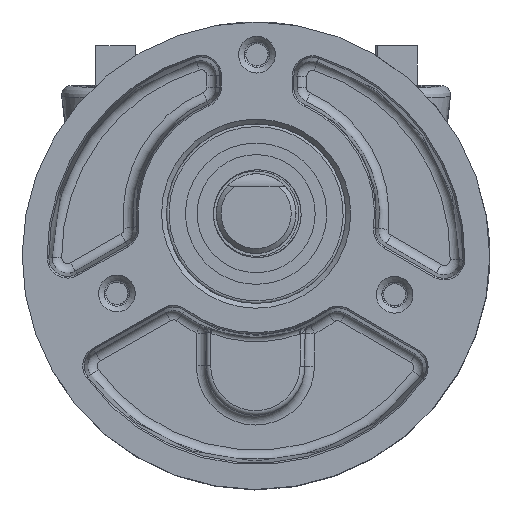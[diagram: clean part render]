
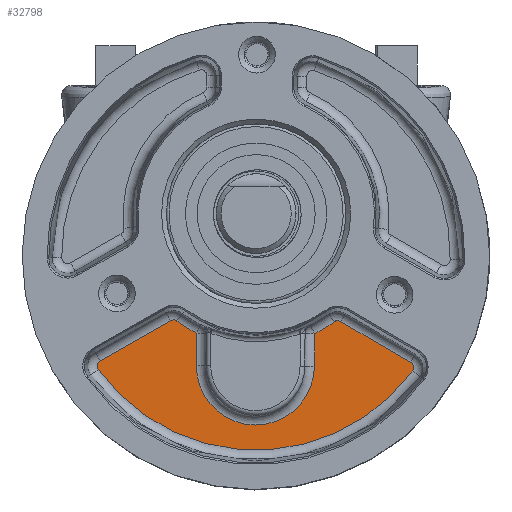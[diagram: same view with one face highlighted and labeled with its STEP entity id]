
A CAD part, top view. The second image highlights one B-rep face of the part: STEP entity #32798.
In plain terms, the highlighted planar face has unit normal (0, -0.001, 1).
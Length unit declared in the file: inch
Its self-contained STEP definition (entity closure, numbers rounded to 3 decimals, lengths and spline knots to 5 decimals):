
#273 = EDGE_CURVE ( 'NONE', #36877, #32422, #3390, .T. ) ;
#1005 = LINE ( 'NONE', #22078, #20380 ) ;
#1596 = CARTESIAN_POINT ( 'NONE',  ( -0.37, -0.69, 1.19 ) ) ;
#1746 = EDGE_CURVE ( 'NONE', #26025, #20833, #2159, .T. ) ;
#1771 = CIRCLE ( 'NONE', #37022, 1.21726 ) ;
#2159 = CIRCLE ( 'NONE', #20110, 0.03726 ) ;
#2689 = CIRCLE ( 'NONE', #37871, 0.03726 ) ;
#3390 = CIRCLE ( 'NONE', #36074, 0.83274 ) ;
#3637 = EDGE_CURVE ( 'NONE', #20833, #10628, #4338, .T. ) ;
#3855 = EDGE_CURVE ( 'NONE', #10395, #39582, #1005, .T. ) ;
#4049 = ORIENTED_EDGE ( 'NONE', *, *, #16945, .T. ) ;
#4121 = CARTESIAN_POINT ( 'NONE',  ( -0.51478, -0.44136, 1.19 ) ) ;
#4338 = CIRCLE ( 'NONE', #13358, 0.83274 ) ;
#4600 = ORIENTED_EDGE ( 'NONE', *, *, #3637, .T. ) ;
#4717 = VECTOR ( 'NONE', #35099, 39.37008 ) ;
#4814 = DIRECTION ( 'NONE',  ( 1., 0., 0. ) ) ;
#5208 = DIRECTION ( 'NONE',  ( 0., 0., -1. ) ) ;
#5393 = DIRECTION ( 'NONE',  ( 1., 0., 0. ) ) ;
#5605 = ORIENTED_EDGE ( 'NONE', *, *, #39167, .T. ) ;
#5868 = ORIENTED_EDGE ( 'NONE', *, *, #7065, .T. ) ;
#5979 = DIRECTION ( 'NONE',  ( 1., 0., 0. ) ) ;
#6336 = CARTESIAN_POINT ( 'NONE',  ( 0., 0., 1.19 ) ) ;
#7065 = EDGE_CURVE ( 'NONE', #19050, #21683, #21717, .T. ) ;
#7259 = ORIENTED_EDGE ( 'NONE', *, *, #39224, .T. ) ;
#7305 = DIRECTION ( 'NONE',  ( 0., 0., 1. ) ) ;
#7371 = EDGE_LOOP ( 'NONE', ( #12613, #24876, #4600, #35736, #4049, #12296, #20206, #7259, #32663, #15462, #5605, #5868 ) ) ;
#7848 = CARTESIAN_POINT ( 'NONE',  ( 0., 0.26, 1.19 ) ) ;
#8050 = AXIS2_PLACEMENT_3D ( 'NONE', #37926, #22684, #30940 ) ;
#8156 = DIRECTION ( 'NONE',  ( -0.866, -0.5, 0. ) ) ;
#8408 = CARTESIAN_POINT ( 'NONE',  ( -0.37, -0.44136, 1.19 ) ) ;
#10265 = DIRECTION ( 'NONE',  ( 0., 0., -1. ) ) ;
#10395 = VERTEX_POINT ( 'NONE', #15901 ) ;
#10628 = VERTEX_POINT ( 'NONE', #24084 ) ;
#12296 = ORIENTED_EDGE ( 'NONE', *, *, #24135, .T. ) ;
#12613 = ORIENTED_EDGE ( 'NONE', *, *, #31683, .T. ) ;
#12781 = CARTESIAN_POINT ( 'NONE',  ( -0.51478, -0.44136, 1.19 ) ) ;
#13358 = AXIS2_PLACEMENT_3D ( 'NONE', #7848, #5208, #23717 ) ;
#15462 = ORIENTED_EDGE ( 'NONE', *, *, #19456, .T. ) ;
#15825 = FACE_OUTER_BOUND ( 'NONE', #7371, .T. ) ;
#15901 = CARTESIAN_POINT ( 'NONE',  ( -0.53342, -0.40908, 1.19 ) ) ;
#15960 = CARTESIAN_POINT ( 'NONE',  ( -0.95376, -0.6948, 1.19 ) ) ;
#16140 = DIRECTION ( 'NONE',  ( 1., 0., 0. ) ) ;
#16321 = VERTEX_POINT ( 'NONE', #24697 ) ;
#16406 = CARTESIAN_POINT ( 'NONE',  ( 0.97239, -0.66253, 1.19 ) ) ;
#16515 = CARTESIAN_POINT ( 'NONE',  ( 0., 0.26, 1.19 ) ) ;
#16945 = EDGE_CURVE ( 'NONE', #16321, #37117, #18949, .T. ) ;
#16978 = CARTESIAN_POINT ( 'NONE',  ( 0.98388, -0.71674, 1.19 ) ) ;
#17171 = AXIS2_PLACEMENT_3D ( 'NONE', #12781, #21801, #19590 ) ;
#18312 = CARTESIAN_POINT ( 'NONE',  ( -0.37, -0.48602, 1.19 ) ) ;
#18611 = DIRECTION ( 'NONE',  ( 0., 0., 1. ) ) ;
#18949 = CIRCLE ( 'NONE', #8050, 0.37 ) ;
#19050 = VERTEX_POINT ( 'NONE', #16978 ) ;
#19456 = EDGE_CURVE ( 'NONE', #39582, #35777, #2689, .T. ) ;
#19507 = EDGE_CURVE ( 'NONE', #10628, #16321, #31219, .T. ) ;
#19590 = DIRECTION ( 'NONE',  ( 1., 0., 0. ) ) ;
#20110 = AXIS2_PLACEMENT_3D ( 'NONE', #26295, #39120, #5979 ) ;
#20206 = ORIENTED_EDGE ( 'NONE', *, *, #273, .T. ) ;
#20380 = VECTOR ( 'NONE', #8156, 39.37008 ) ;
#20656 = VECTOR ( 'NONE', #31809, 39.37008 ) ;
#20833 = VERTEX_POINT ( 'NONE', #38405 ) ;
#21084 = DIRECTION ( 'NONE',  ( 0., 0., 1. ) ) ;
#21683 = VERTEX_POINT ( 'NONE', #16406 ) ;
#21717 = CIRCLE ( 'NONE', #31987, 0.03726 ) ;
#21801 = DIRECTION ( 'NONE',  ( 0., 0., 1. ) ) ;
#22075 = AXIS2_PLACEMENT_3D ( 'NONE', #4121, #25032, #31270 ) ;
#22078 = CARTESIAN_POINT ( 'NONE',  ( -0.53342, -0.40908, 1.19 ) ) ;
#22684 = DIRECTION ( 'NONE',  ( 0., 0., -1. ) ) ;
#22926 = CARTESIAN_POINT ( 'NONE',  ( -0.98388, -0.71674, 1.19 ) ) ;
#22937 = CARTESIAN_POINT ( 'NONE',  ( -0.97239, -0.66253, 1.19 ) ) ;
#23717 = DIRECTION ( 'NONE',  ( 1., 0., 0. ) ) ;
#24084 = CARTESIAN_POINT ( 'NONE',  ( 0.37, -0.48602, 1.19 ) ) ;
#24135 = EDGE_CURVE ( 'NONE', #37117, #36877, #29122, .T. ) ;
#24697 = CARTESIAN_POINT ( 'NONE',  ( 0.37, -0.69, 1.19 ) ) ;
#24876 = ORIENTED_EDGE ( 'NONE', *, *, #1746, .T. ) ;
#25032 = DIRECTION ( 'NONE',  ( 0., 0., 1. ) ) ;
#25661 = CARTESIAN_POINT ( 'NONE',  ( 0.53342, -0.40908, 1.19 ) ) ;
#26025 = VERTEX_POINT ( 'NONE', #25661 ) ;
#26295 = CARTESIAN_POINT ( 'NONE',  ( 0.51478, -0.44136, 1.19 ) ) ;
#27327 = CARTESIAN_POINT ( 'NONE',  ( 0.95376, -0.6948, 1.19 ) ) ;
#28060 = PLANE ( 'NONE',  #22075 ) ;
#28987 = CARTESIAN_POINT ( 'NONE',  ( 0.37, -0.44136, 1.19 ) ) ;
#29122 = LINE ( 'NONE', #8408, #4717 ) ;
#29482 = DIRECTION ( 'NONE',  ( -0.866, 0.5, 0. ) ) ;
#30850 = DIRECTION ( 'NONE',  ( 1., 0., 0. ) ) ;
#30940 = DIRECTION ( 'NONE',  ( 1., 0., 0. ) ) ;
#31219 = LINE ( 'NONE', #28987, #20656 ) ;
#31270 = DIRECTION ( 'NONE',  ( 1., 0., 0. ) ) ;
#31683 = EDGE_CURVE ( 'NONE', #21683, #26025, #39286, .T. ) ;
#31809 = DIRECTION ( 'NONE',  ( 0., -1., 0. ) ) ;
#31987 = AXIS2_PLACEMENT_3D ( 'NONE', #27327, #21084, #5393 ) ;
#32422 = VERTEX_POINT ( 'NONE', #37532 ) ;
#32663 = ORIENTED_EDGE ( 'NONE', *, *, #3855, .T. ) ;
#32798 = ADVANCED_FACE ( 'NONE', ( #15825 ), #28060, .T. ) ;
#33209 = CIRCLE ( 'NONE', #17171, 0.03726 ) ;
#33548 = VECTOR ( 'NONE', #29482, 39.37008 ) ;
#35099 = DIRECTION ( 'NONE',  ( 0., 1., 0. ) ) ;
#35736 = ORIENTED_EDGE ( 'NONE', *, *, #19507, .T. ) ;
#35777 = VERTEX_POINT ( 'NONE', #22926 ) ;
#36074 = AXIS2_PLACEMENT_3D ( 'NONE', #16515, #10265, #4814 ) ;
#36877 = VERTEX_POINT ( 'NONE', #18312 ) ;
#37022 = AXIS2_PLACEMENT_3D ( 'NONE', #6336, #18611, #30850 ) ;
#37117 = VERTEX_POINT ( 'NONE', #1596 ) ;
#37532 = CARTESIAN_POINT ( 'NONE',  ( -0.49273, -0.41131, 1.19 ) ) ;
#37871 = AXIS2_PLACEMENT_3D ( 'NONE', #15960, #7305, #16140 ) ;
#37926 = CARTESIAN_POINT ( 'NONE',  ( 0., -0.69, 1.19 ) ) ;
#38405 = CARTESIAN_POINT ( 'NONE',  ( 0.49273, -0.41131, 1.19 ) ) ;
#38683 = CARTESIAN_POINT ( 'NONE',  ( -0.23876, 0.03673, 1.19 ) ) ;
#39120 = DIRECTION ( 'NONE',  ( 0., 0., 1. ) ) ;
#39167 = EDGE_CURVE ( 'NONE', #35777, #19050, #1771, .T. ) ;
#39224 = EDGE_CURVE ( 'NONE', #32422, #10395, #33209, .T. ) ;
#39286 = LINE ( 'NONE', #38683, #33548 ) ;
#39582 = VERTEX_POINT ( 'NONE', #22937 ) ;
